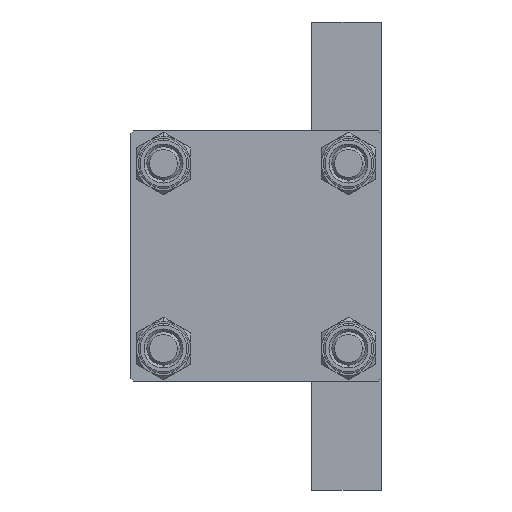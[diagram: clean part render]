
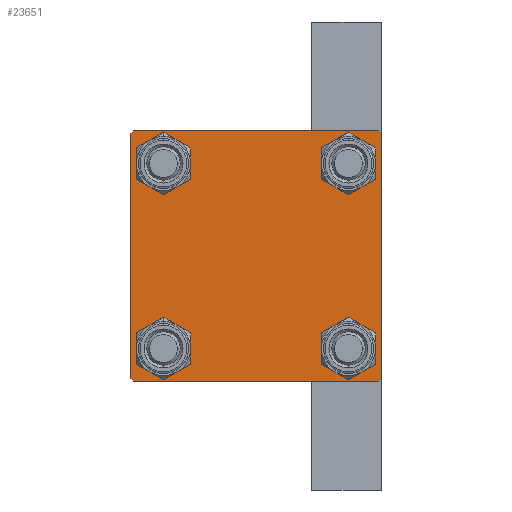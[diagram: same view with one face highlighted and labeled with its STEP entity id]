
A CAD part, left-side view. The second image highlights one B-rep face of the part: STEP entity #23651.
In plain terms, the highlighted planar face has unit normal (-1, 0, 0).
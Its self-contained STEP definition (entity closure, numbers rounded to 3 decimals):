
#948 = CARTESIAN_POINT ( 'NONE',  ( 0., 0., 0. ) ) ;
#1189 = DIRECTION ( 'NONE',  ( 0., 0., 1. ) ) ;
#1218 = EDGE_CURVE ( 'NONE', #44676, #3638, #7006, .T. ) ;
#1434 = CIRCLE ( 'NONE', #7690, 3.5 ) ;
#1473 = EDGE_CURVE ( 'NONE', #30045, #43008, #46825, .T. ) ;
#1506 = CARTESIAN_POINT ( 'NONE',  ( 0., -22., 22.5 ) ) ;
#2816 = VERTEX_POINT ( 'NONE', #1506 ) ;
#2862 = ORIENTED_EDGE ( 'NONE', *, *, #6815, .F. ) ;
#3638 = VERTEX_POINT ( 'NONE', #19630 ) ;
#3870 = CARTESIAN_POINT ( 'NONE',  ( 0., 22.5, 22.5 ) ) ;
#4106 = CARTESIAN_POINT ( 'NONE',  ( 0., 22.5, -22. ) ) ;
#4767 = ORIENTED_EDGE ( 'NONE', *, *, #34304, .T. ) ;
#4833 = CIRCLE ( 'NONE', #23582, 3.5 ) ;
#4911 = ORIENTED_EDGE ( 'NONE', *, *, #23803, .T. ) ;
#4919 = LINE ( 'NONE', #12759, #47987 ) ;
#4991 = DIRECTION ( 'NONE',  ( 1., 0., 0. ) ) ;
#5089 = ORIENTED_EDGE ( 'NONE', *, *, #20358, .T. ) ;
#5220 = EDGE_LOOP ( 'NONE', ( #33658, #19211 ) ) ;
#5901 = CARTESIAN_POINT ( 'NONE',  ( 0., -16.6, -16.6 ) ) ;
#6815 = EDGE_CURVE ( 'NONE', #29801, #2816, #7866, .T. ) ;
#7006 = CIRCLE ( 'NONE', #18706, 3.5 ) ;
#7049 = LINE ( 'NONE', #21236, #30847 ) ;
#7618 = VERTEX_POINT ( 'NONE', #45872 ) ;
#7690 = AXIS2_PLACEMENT_3D ( 'NONE', #32214, #43224, #35650 ) ;
#7866 = LINE ( 'NONE', #18880, #15005 ) ;
#7987 = ORIENTED_EDGE ( 'NONE', *, *, #42329, .T. ) ;
#8108 = EDGE_LOOP ( 'NONE', ( #46952, #40858 ) ) ;
#8118 = DIRECTION ( 'NONE',  ( 1., 0., 0. ) ) ;
#8128 = VECTOR ( 'NONE', #18790, 1000. ) ;
#8165 = CARTESIAN_POINT ( 'NONE',  ( 0., 22., 22.5 ) ) ;
#8681 = FACE_BOUND ( 'NONE', #5220, .T. ) ;
#8775 = FACE_BOUND ( 'NONE', #8108, .T. ) ;
#9257 = LINE ( 'NONE', #13898, #30888 ) ;
#9450 = EDGE_LOOP ( 'NONE', ( #7987, #4767 ) ) ;
#9742 = DIRECTION ( 'NONE',  ( 0., -0.707, -0.707 ) ) ;
#9857 = CARTESIAN_POINT ( 'NONE',  ( 0., 16.6, 16.6 ) ) ;
#10719 = LINE ( 'NONE', #14629, #43147 ) ;
#10918 = VERTEX_POINT ( 'NONE', #40689 ) ;
#11066 = EDGE_CURVE ( 'NONE', #33584, #30578, #4919, .T. ) ;
#11177 = CARTESIAN_POINT ( 'NONE',  ( 0., 16.6, -20.1 ) ) ;
#11723 = EDGE_LOOP ( 'NONE', ( #5089, #4911, #36042, #18165, #43761, #33614, #2862, #22333 ) ) ;
#11961 = CIRCLE ( 'NONE', #43178, 3.5 ) ;
#12124 = DIRECTION ( 'NONE',  ( 0., 0., 1. ) ) ;
#12408 = EDGE_CURVE ( 'NONE', #13035, #18685, #7049, .T. ) ;
#12458 = PLANE ( 'NONE',  #12964 ) ;
#12759 = CARTESIAN_POINT ( 'NONE',  ( 0., -22.5, 22.5 ) ) ;
#12964 = AXIS2_PLACEMENT_3D ( 'NONE', #948, #31270, #1189 ) ;
#13035 = VERTEX_POINT ( 'NONE', #28077 ) ;
#13850 = CARTESIAN_POINT ( 'NONE',  ( 0., -16.6, 16.6 ) ) ;
#13898 = CARTESIAN_POINT ( 'NONE',  ( 0., 22.25, -22.25 ) ) ;
#13910 = DIRECTION ( 'NONE',  ( 0., -1., 0. ) ) ;
#13946 = ORIENTED_EDGE ( 'NONE', *, *, #35079, .T. ) ;
#14530 = CIRCLE ( 'NONE', #45757, 3.5 ) ;
#14629 = CARTESIAN_POINT ( 'NONE',  ( 0., 22.25, 22.25 ) ) ;
#14970 = VERTEX_POINT ( 'NONE', #4106 ) ;
#14985 = DIRECTION ( 'NONE',  ( 0., 0., 1. ) ) ;
#15005 = VECTOR ( 'NONE', #19593, 1000. ) ;
#16679 = EDGE_CURVE ( 'NONE', #29801, #10918, #10719, .T. ) ;
#17385 = EDGE_CURVE ( 'NONE', #3638, #44676, #11961, .T. ) ;
#17427 = DIRECTION ( 'NONE',  ( 1., 0., 0. ) ) ;
#17899 = DIRECTION ( 'NONE',  ( 0., 0.707, 0.707 ) ) ;
#18015 = ORIENTED_EDGE ( 'NONE', *, *, #48208, .T. ) ;
#18136 = CARTESIAN_POINT ( 'NONE',  ( 0., 16.6, 16.6 ) ) ;
#18165 = ORIENTED_EDGE ( 'NONE', *, *, #35865, .T. ) ;
#18685 = VERTEX_POINT ( 'NONE', #30755 ) ;
#18706 = AXIS2_PLACEMENT_3D ( 'NONE', #13850, #35631, #38831 ) ;
#18790 = DIRECTION ( 'NONE',  ( 0., 0., -1. ) ) ;
#18866 = CARTESIAN_POINT ( 'NONE',  ( 0., -22.25, -22.25 ) ) ;
#18880 = CARTESIAN_POINT ( 'NONE',  ( 0., 22.5, 22.5 ) ) ;
#19109 = VERTEX_POINT ( 'NONE', #33540 ) ;
#19211 = ORIENTED_EDGE ( 'NONE', *, *, #17385, .T. ) ;
#19593 = DIRECTION ( 'NONE',  ( 0., -1., 0. ) ) ;
#19630 = CARTESIAN_POINT ( 'NONE',  ( 0., -16.6, 13.1 ) ) ;
#19828 = VERTEX_POINT ( 'NONE', #37566 ) ;
#20358 = EDGE_CURVE ( 'NONE', #10918, #14970, #37394, .T. ) ;
#20795 = DIRECTION ( 'NONE',  ( 0., 0., -1. ) ) ;
#21236 = CARTESIAN_POINT ( 'NONE',  ( 0., 22.5, -22.5 ) ) ;
#21808 = LINE ( 'NONE', #39690, #39075 ) ;
#21945 = CARTESIAN_POINT ( 'NONE',  ( 0., -22.5, 22. ) ) ;
#22282 = DIRECTION ( 'NONE',  ( 0., 0., 1. ) ) ;
#22333 = ORIENTED_EDGE ( 'NONE', *, *, #16679, .T. ) ;
#22968 = FACE_OUTER_BOUND ( 'NONE', #11723, .T. ) ;
#23299 = VECTOR ( 'NONE', #33804, 1000. ) ;
#23406 = CIRCLE ( 'NONE', #41412, 3.5 ) ;
#23582 = AXIS2_PLACEMENT_3D ( 'NONE', #5901, #24008, #32325 ) ;
#23604 = FACE_BOUND ( 'NONE', #34120, .T. ) ;
#23651 = ADVANCED_FACE ( 'NONE', ( #8681, #23604, #8775, #45705, #22968 ), #12458, .T. ) ;
#23803 = EDGE_CURVE ( 'NONE', #14970, #13035, #9257, .T. ) ;
#24008 = DIRECTION ( 'NONE',  ( 1., 0., 0. ) ) ;
#24467 = EDGE_CURVE ( 'NONE', #43008, #30045, #14530, .T. ) ;
#25941 = DIRECTION ( 'NONE',  ( 1., 0., 0. ) ) ;
#25974 = CARTESIAN_POINT ( 'NONE',  ( 0., -16.6, -20.1 ) ) ;
#28077 = CARTESIAN_POINT ( 'NONE',  ( 0., 22., -22.5 ) ) ;
#29092 = CARTESIAN_POINT ( 'NONE',  ( 0., -16.6, 20.1 ) ) ;
#29801 = VERTEX_POINT ( 'NONE', #8165 ) ;
#30045 = VERTEX_POINT ( 'NONE', #34459 ) ;
#30442 = AXIS2_PLACEMENT_3D ( 'NONE', #30929, #4991, #12124 ) ;
#30578 = VERTEX_POINT ( 'NONE', #36022 ) ;
#30755 = CARTESIAN_POINT ( 'NONE',  ( 0., -22., -22.5 ) ) ;
#30847 = VECTOR ( 'NONE', #13910, 1000. ) ;
#30888 = VECTOR ( 'NONE', #9742, 1000. ) ;
#30929 = CARTESIAN_POINT ( 'NONE',  ( 0., 16.6, -16.6 ) ) ;
#31270 = DIRECTION ( 'NONE',  ( -1., 0., 0. ) ) ;
#31854 = CIRCLE ( 'NONE', #38125, 3.5 ) ;
#32214 = CARTESIAN_POINT ( 'NONE',  ( 0., -16.6, -16.6 ) ) ;
#32325 = DIRECTION ( 'NONE',  ( 0., 0., 1. ) ) ;
#33465 = DIRECTION ( 'NONE',  ( 0., 0.707, -0.707 ) ) ;
#33540 = CARTESIAN_POINT ( 'NONE',  ( 0., 16.6, 13.1 ) ) ;
#33584 = VERTEX_POINT ( 'NONE', #21945 ) ;
#33614 = ORIENTED_EDGE ( 'NONE', *, *, #44251, .T. ) ;
#33658 = ORIENTED_EDGE ( 'NONE', *, *, #1218, .T. ) ;
#33804 = DIRECTION ( 'NONE',  ( 0., -0.707, 0.707 ) ) ;
#34120 = EDGE_LOOP ( 'NONE', ( #18015, #13946 ) ) ;
#34304 = EDGE_CURVE ( 'NONE', #19109, #7618, #31854, .T. ) ;
#34459 = CARTESIAN_POINT ( 'NONE',  ( 0., 16.6, -13.1 ) ) ;
#35079 = EDGE_CURVE ( 'NONE', #47464, #19828, #1434, .T. ) ;
#35631 = DIRECTION ( 'NONE',  ( 1., 0., 0. ) ) ;
#35650 = DIRECTION ( 'NONE',  ( 0., 0., 1. ) ) ;
#35865 = EDGE_CURVE ( 'NONE', #18685, #30578, #41867, .T. ) ;
#36022 = CARTESIAN_POINT ( 'NONE',  ( 0., -22.5, -22. ) ) ;
#36042 = ORIENTED_EDGE ( 'NONE', *, *, #12408, .T. ) ;
#37394 = LINE ( 'NONE', #3870, #8128 ) ;
#37566 = CARTESIAN_POINT ( 'NONE',  ( 0., -16.6, -13.1 ) ) ;
#38125 = AXIS2_PLACEMENT_3D ( 'NONE', #18136, #25941, #22282 ) ;
#38831 = DIRECTION ( 'NONE',  ( 0., 0., 1. ) ) ;
#39075 = VECTOR ( 'NONE', #17899, 1000. ) ;
#39690 = CARTESIAN_POINT ( 'NONE',  ( 0., -22.25, 22.25 ) ) ;
#39958 = DIRECTION ( 'NONE',  ( 0., 0., 1. ) ) ;
#40689 = CARTESIAN_POINT ( 'NONE',  ( 0., 22.5, 22. ) ) ;
#40858 = ORIENTED_EDGE ( 'NONE', *, *, #24467, .T. ) ;
#41412 = AXIS2_PLACEMENT_3D ( 'NONE', #9857, #17427, #39958 ) ;
#41867 = LINE ( 'NONE', #18866, #23299 ) ;
#42329 = EDGE_CURVE ( 'NONE', #7618, #19109, #23406, .T. ) ;
#43008 = VERTEX_POINT ( 'NONE', #11177 ) ;
#43147 = VECTOR ( 'NONE', #33465, 1000. ) ;
#43178 = AXIS2_PLACEMENT_3D ( 'NONE', #45287, #8118, #14985 ) ;
#43224 = DIRECTION ( 'NONE',  ( 1., 0., 0. ) ) ;
#43304 = DIRECTION ( 'NONE',  ( 1., 0., 0. ) ) ;
#43761 = ORIENTED_EDGE ( 'NONE', *, *, #11066, .F. ) ;
#43785 = CARTESIAN_POINT ( 'NONE',  ( 0., 16.6, -16.6 ) ) ;
#44251 = EDGE_CURVE ( 'NONE', #33584, #2816, #21808, .T. ) ;
#44676 = VERTEX_POINT ( 'NONE', #29092 ) ;
#45287 = CARTESIAN_POINT ( 'NONE',  ( 0., -16.6, 16.6 ) ) ;
#45705 = FACE_BOUND ( 'NONE', #9450, .T. ) ;
#45757 = AXIS2_PLACEMENT_3D ( 'NONE', #43785, #43304, #47944 ) ;
#45872 = CARTESIAN_POINT ( 'NONE',  ( 0., 16.6, 20.1 ) ) ;
#46825 = CIRCLE ( 'NONE', #30442, 3.5 ) ;
#46952 = ORIENTED_EDGE ( 'NONE', *, *, #1473, .T. ) ;
#47464 = VERTEX_POINT ( 'NONE', #25974 ) ;
#47944 = DIRECTION ( 'NONE',  ( 0., 0., 1. ) ) ;
#47987 = VECTOR ( 'NONE', #20795, 1000. ) ;
#48208 = EDGE_CURVE ( 'NONE', #19828, #47464, #4833, .T. ) ;
